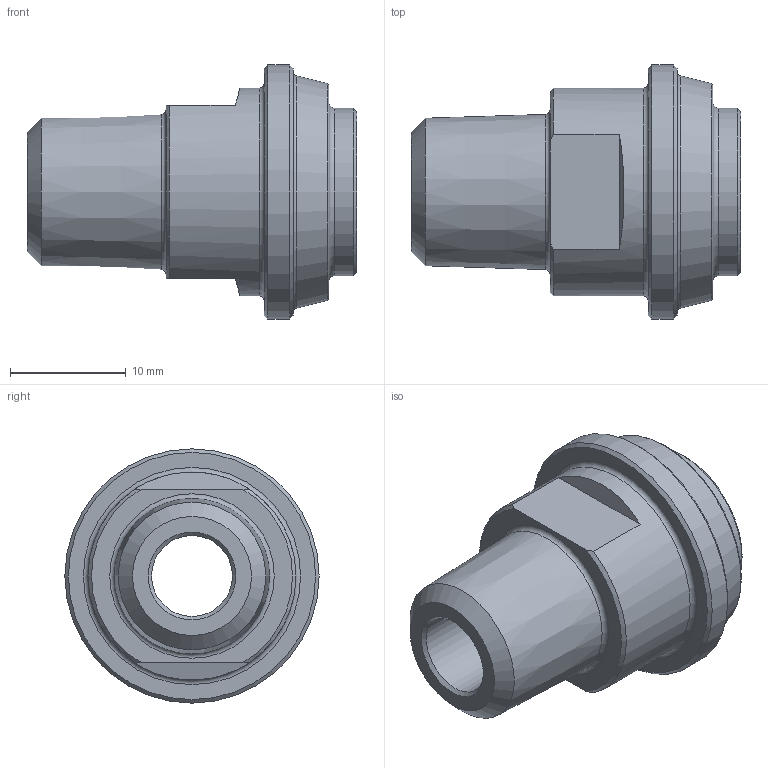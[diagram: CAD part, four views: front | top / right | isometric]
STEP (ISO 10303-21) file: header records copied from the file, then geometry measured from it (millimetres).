
FILE_DESCRIPTION(/* description */ (''),/* implementation_level */ '2;1');
FILE_NAME(/* name */ '3D_R134-UEO-DN8_171018310.stp',/* time_stamp */ '2021-06-16T16:13:57+02:00',/* author */ ('cad'),/* organization */ (''),/* preprocessor_version */ 'ST-DEVELOPER v18.1',/* originating_system */ 'Autodesk Inventor 2022',/* authorisation */ '');
FILE_SCHEMA (('AUTOMOTIVE_DESIGN { 1 0 10303 214 3 1 1 }'));
Length unit declared in the file: millimetre
Products named in the file (1): 3D_R134-UEO-DN8_171018310
Bounding box: 28.5 x 22 x 22 mm (x, y, z)
Volume: 4791.9 mm3; surface area: 2576.4 mm2
Topology: 1 solids, 1 shells, 29 faces, 69 edges, 46 vertices
Faces by surface type: cone 10, plane 10, torus 5, cylinder 4
Full cylindrical faces by diameter (mm): 7 x1, 14.5 x1, 18 x1, 22 x1
Entity records: 909 total; most frequent: DIRECTION 170, CARTESIAN_POINT 153, ORIENTED_EDGE 138, AXIS2_PLACEMENT_3D 75, EDGE_CURVE 69, VERTEX_POINT 46, CIRCLE 43, EDGE_LOOP 35
